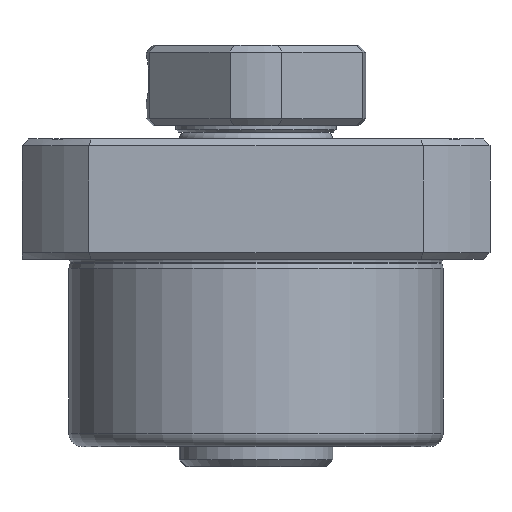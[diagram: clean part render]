
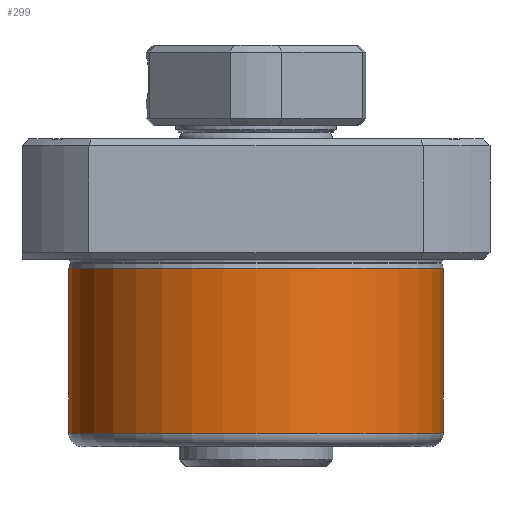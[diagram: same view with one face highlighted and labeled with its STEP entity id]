
A CAD part, front view. The second image highlights one B-rep face of the part: STEP entity #299.
In plain terms, the highlighted cylindrical face has radius 14 mm (diameter 28 mm), a partial arc.
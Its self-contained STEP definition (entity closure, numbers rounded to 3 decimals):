
#299 = ADVANCED_FACE ( 'NONE', ( #414 ), #13956, .T. ) ;
#390 = CARTESIAN_POINT ( 'NONE',  ( 14., 0., 1.827 ) ) ;
#414 = FACE_OUTER_BOUND ( 'NONE', #1535, .T. ) ;
#695 = CARTESIAN_POINT ( 'NONE',  ( -14., 0., 11.5 ) ) ;
#1535 = EDGE_LOOP ( 'NONE', ( #3267, #9350, #7505, #10203 ) ) ;
#2165 = CARTESIAN_POINT ( 'NONE',  ( -14., 0., -10.5 ) ) ;
#2349 = VERTEX_POINT ( 'NONE', #4931 ) ;
#3267 = ORIENTED_EDGE ( 'NONE', *, *, #8634, .F. ) ;
#3536 = AXIS2_PLACEMENT_3D ( 'NONE', #14057, #12985, #6449 ) ;
#3681 = VERTEX_POINT ( 'NONE', #390 ) ;
#3805 = CARTESIAN_POINT ( 'NONE',  ( 0., 0., 1.827 ) ) ;
#3917 = VERTEX_POINT ( 'NONE', #2165 ) ;
#4603 = AXIS2_PLACEMENT_3D ( 'NONE', #3805, #11397, #4880 ) ;
#4880 = DIRECTION ( 'NONE',  ( 1., 0., 0. ) ) ;
#4931 = CARTESIAN_POINT ( 'NONE',  ( -14., 0., 1.827 ) ) ;
#5295 = VECTOR ( 'NONE', #7267, 1000. ) ;
#6172 = CARTESIAN_POINT ( 'NONE',  ( 0., 0., -10.5 ) ) ;
#6449 = DIRECTION ( 'NONE',  ( 1., 0., 0. ) ) ;
#7267 = DIRECTION ( 'NONE',  ( 0., 0., 1. ) ) ;
#7270 = DIRECTION ( 'NONE',  ( 1., 0., 0. ) ) ;
#7505 = ORIENTED_EDGE ( 'NONE', *, *, #10984, .T. ) ;
#8634 = EDGE_CURVE ( 'NONE', #3917, #2349, #11096, .T. ) ;
#8812 = CARTESIAN_POINT ( 'NONE',  ( 14., 0., -10.5 ) ) ;
#9350 = ORIENTED_EDGE ( 'NONE', *, *, #10310, .T. ) ;
#9535 = LINE ( 'NONE', #11809, #12750 ) ;
#10203 = ORIENTED_EDGE ( 'NONE', *, *, #11929, .F. ) ;
#10310 = EDGE_CURVE ( 'NONE', #3917, #12993, #12072, .T. ) ;
#10984 = EDGE_CURVE ( 'NONE', #12993, #3681, #9535, .T. ) ;
#11096 = LINE ( 'NONE', #695, #5295 ) ;
#11397 = DIRECTION ( 'NONE',  ( 0., 0., 1. ) ) ;
#11809 = CARTESIAN_POINT ( 'NONE',  ( 14., 0., 11.5 ) ) ;
#11856 = CIRCLE ( 'NONE', #4603, 14. ) ;
#11929 = EDGE_CURVE ( 'NONE', #2349, #3681, #11856, .T. ) ;
#12072 = CIRCLE ( 'NONE', #12352, 14. ) ;
#12352 = AXIS2_PLACEMENT_3D ( 'NONE', #6172, #13815, #7270 ) ;
#12750 = VECTOR ( 'NONE', #12910, 1000. ) ;
#12910 = DIRECTION ( 'NONE',  ( 0., 0., 1. ) ) ;
#12985 = DIRECTION ( 'NONE',  ( 0., 0., 1. ) ) ;
#12993 = VERTEX_POINT ( 'NONE', #8812 ) ;
#13815 = DIRECTION ( 'NONE',  ( 0., 0., 1. ) ) ;
#13956 = CYLINDRICAL_SURFACE ( 'NONE', #3536, 14. ) ;
#14057 = CARTESIAN_POINT ( 'NONE',  ( 0., 0., 11.5 ) ) ;
